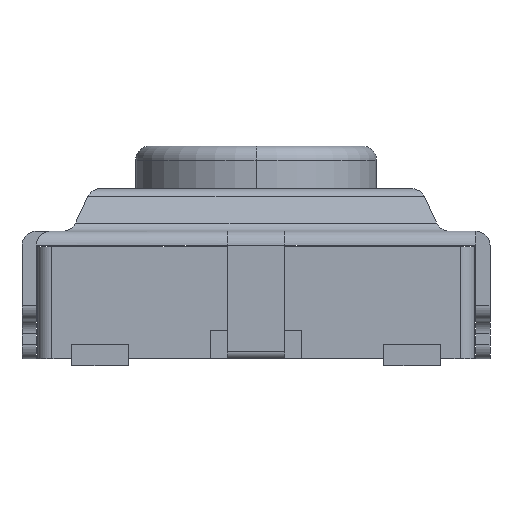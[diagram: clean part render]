
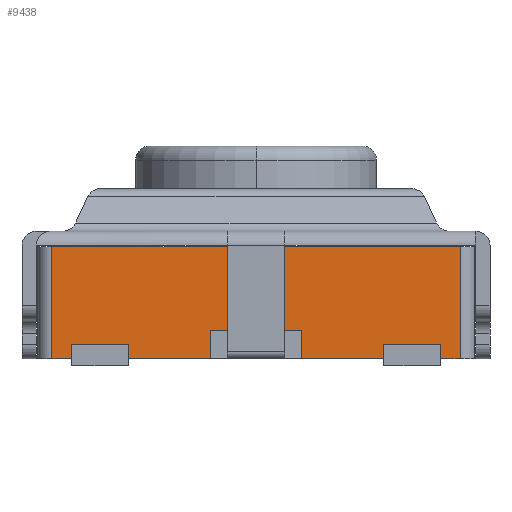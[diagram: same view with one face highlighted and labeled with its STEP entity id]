
A CAD part, left-side view. The second image highlights one B-rep face of the part: STEP entity #9438.
In plain terms, the highlighted planar face has unit normal (-1, 0, 0).
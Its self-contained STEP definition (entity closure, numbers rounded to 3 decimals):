
#96 = LINE ( 'NONE', #13534, #14264 ) ;
#237 = CARTESIAN_POINT ( 'NONE',  ( -1.54, 1.3, -0.8 ) ) ;
#459 = CARTESIAN_POINT ( 'NONE',  ( -1.54, 1.44, -0.8 ) ) ;
#509 = EDGE_CURVE ( 'NONE', #12005, #10902, #5477, .T. ) ;
#632 = LINE ( 'NONE', #3075, #7678 ) ;
#720 = CARTESIAN_POINT ( 'NONE',  ( -1.54, 1.44, -0.01 ) ) ;
#748 = LINE ( 'NONE', #7397, #1883 ) ;
#879 = CARTESIAN_POINT ( 'NONE',  ( -1.54, -0.321, -0.6 ) ) ;
#980 = LINE ( 'NONE', #20106, #11714 ) ;
#1029 = DIRECTION ( 'NONE',  ( 0., 0., 1. ) ) ;
#1730 = CARTESIAN_POINT ( 'NONE',  ( -1.54, 1.3, -0.8 ) ) ;
#1883 = VECTOR ( 'NONE', #2521, 1000. ) ;
#1939 = AXIS2_PLACEMENT_3D ( 'NONE', #21202, #12856, #19546 ) ;
#1950 = LINE ( 'NONE', #1730, #14565 ) ;
#2079 = ORIENTED_EDGE ( 'NONE', *, *, #17522, .T. ) ;
#2195 = CARTESIAN_POINT ( 'NONE',  ( -1.54, -1.44, -0.8 ) ) ;
#2211 = VECTOR ( 'NONE', #18227, 1000. ) ;
#2328 = ORIENTED_EDGE ( 'NONE', *, *, #4873, .T. ) ;
#2350 = EDGE_CURVE ( 'NONE', #11343, #2783, #6897, .T. ) ;
#2521 = DIRECTION ( 'NONE',  ( 0., 0., -1. ) ) ;
#2679 = CARTESIAN_POINT ( 'NONE',  ( -1.54, -1.3, -0.7 ) ) ;
#2783 = VERTEX_POINT ( 'NONE', #13319 ) ;
#2830 = ORIENTED_EDGE ( 'NONE', *, *, #15577, .F. ) ;
#3019 = DIRECTION ( 'NONE',  ( 0., 0., -1. ) ) ;
#3075 = CARTESIAN_POINT ( 'NONE',  ( -1.54, 0.321, -0.6 ) ) ;
#3534 = DIRECTION ( 'NONE',  ( 0., 1., 0. ) ) ;
#3841 = CARTESIAN_POINT ( 'NONE',  ( -1.54, -1.3, -0.8 ) ) ;
#4169 = VERTEX_POINT ( 'NONE', #13889 ) ;
#4254 = DIRECTION ( 'NONE',  ( 0., 0., 1. ) ) ;
#4368 = VERTEX_POINT ( 'NONE', #10162 ) ;
#4554 = CARTESIAN_POINT ( 'NONE',  ( -1.54, -1.3, -0.8 ) ) ;
#4579 = DIRECTION ( 'NONE',  ( 0., 1., 0. ) ) ;
#4873 = EDGE_CURVE ( 'NONE', #5103, #11614, #7418, .T. ) ;
#5103 = VERTEX_POINT ( 'NONE', #720 ) ;
#5230 = EDGE_CURVE ( 'NONE', #14436, #5103, #6358, .T. ) ;
#5477 = LINE ( 'NONE', #10980, #7511 ) ;
#5516 = CARTESIAN_POINT ( 'NONE',  ( -1.54, -0.321, -0.8 ) ) ;
#6098 = VECTOR ( 'NONE', #3534, 1000. ) ;
#6281 = EDGE_LOOP ( 'NONE', ( #16514, #2079, #17102, #2830, #11478, #11637, #17871, #11010, #14920, #21619, #17127, #19014, #9474, #2328, #17633, #8035 ) ) ;
#6339 = LINE ( 'NONE', #8305, #11341 ) ;
#6358 = LINE ( 'NONE', #18220, #15185 ) ;
#6438 = VECTOR ( 'NONE', #8951, 1000. ) ;
#6897 = LINE ( 'NONE', #18307, #20756 ) ;
#7144 = DIRECTION ( 'NONE',  ( 0., 0., 1. ) ) ;
#7163 = LINE ( 'NONE', #13957, #8396 ) ;
#7265 = EDGE_CURVE ( 'NONE', #4368, #17561, #7163, .T. ) ;
#7397 = CARTESIAN_POINT ( 'NONE',  ( -1.54, 0.9, -0.8 ) ) ;
#7418 = LINE ( 'NONE', #459, #6438 ) ;
#7494 = VECTOR ( 'NONE', #18927, 1000. ) ;
#7511 = VECTOR ( 'NONE', #4254, 1000. ) ;
#7678 = VECTOR ( 'NONE', #19772, 1000. ) ;
#7785 = CARTESIAN_POINT ( 'NONE',  ( -1.54, -1.44, -0.8 ) ) ;
#8035 = ORIENTED_EDGE ( 'NONE', *, *, #14483, .T. ) ;
#8182 = LINE ( 'NONE', #4554, #17749 ) ;
#8305 = CARTESIAN_POINT ( 'NONE',  ( -1.54, 1.54, -0.8 ) ) ;
#8396 = VECTOR ( 'NONE', #17134, 1000. ) ;
#8568 = CARTESIAN_POINT ( 'NONE',  ( -1.54, -1.44, -0.01 ) ) ;
#8867 = VECTOR ( 'NONE', #1029, 1000. ) ;
#8951 = DIRECTION ( 'NONE',  ( 0., 0., -1. ) ) ;
#9438 = ADVANCED_FACE ( 'NONE', ( #20986 ), #17679, .F. ) ;
#9474 = ORIENTED_EDGE ( 'NONE', *, *, #5230, .T. ) ;
#9875 = CARTESIAN_POINT ( 'NONE',  ( -1.54, 0.9, -0.7 ) ) ;
#10162 = CARTESIAN_POINT ( 'NONE',  ( -1.54, -0.321, -0.6 ) ) ;
#10242 = CARTESIAN_POINT ( 'NONE',  ( -1.54, 0.321, -0.8 ) ) ;
#10310 = CARTESIAN_POINT ( 'NONE',  ( -1.54, 0.9, -0.8 ) ) ;
#10364 = LINE ( 'NONE', #16706, #6098 ) ;
#10475 = EDGE_CURVE ( 'NONE', #12005, #17561, #6339, .T. ) ;
#10595 = CARTESIAN_POINT ( 'NONE',  ( -1.54, 1.44, -0.8 ) ) ;
#10902 = VERTEX_POINT ( 'NONE', #15928 ) ;
#10980 = CARTESIAN_POINT ( 'NONE',  ( -1.54, -0.9, -0.8 ) ) ;
#11010 = ORIENTED_EDGE ( 'NONE', *, *, #509, .T. ) ;
#11055 = EDGE_CURVE ( 'NONE', #18642, #15465, #980, .T. ) ;
#11321 = DIRECTION ( 'NONE',  ( 0., 1., 0. ) ) ;
#11341 = VECTOR ( 'NONE', #4579, 1000. ) ;
#11343 = VERTEX_POINT ( 'NONE', #9875 ) ;
#11478 = ORIENTED_EDGE ( 'NONE', *, *, #16989, .F. ) ;
#11565 = EDGE_CURVE ( 'NONE', #18518, #15465, #8182, .T. ) ;
#11614 = VERTEX_POINT ( 'NONE', #10595 ) ;
#11637 = ORIENTED_EDGE ( 'NONE', *, *, #7265, .T. ) ;
#11714 = VECTOR ( 'NONE', #11760, 1000. ) ;
#11760 = DIRECTION ( 'NONE',  ( 0., 1., 0. ) ) ;
#11936 = EDGE_CURVE ( 'NONE', #13119, #11614, #96, .T. ) ;
#12005 = VERTEX_POINT ( 'NONE', #17479 ) ;
#12606 = LINE ( 'NONE', #7785, #8867 ) ;
#12856 = DIRECTION ( 'NONE',  ( 1., 0., 0. ) ) ;
#13119 = VERTEX_POINT ( 'NONE', #237 ) ;
#13185 = CARTESIAN_POINT ( 'NONE',  ( -1.54, 1.54, -0.8 ) ) ;
#13319 = CARTESIAN_POINT ( 'NONE',  ( -1.54, 1.3, -0.7 ) ) ;
#13534 = CARTESIAN_POINT ( 'NONE',  ( -1.54, 1.54, -0.8 ) ) ;
#13593 = DIRECTION ( 'NONE',  ( 0., 1., 0. ) ) ;
#13889 = CARTESIAN_POINT ( 'NONE',  ( -1.54, 0.321, -0.6 ) ) ;
#13957 = CARTESIAN_POINT ( 'NONE',  ( -1.54, -0.321, -0.6 ) ) ;
#14264 = VECTOR ( 'NONE', #17030, 1000. ) ;
#14436 = VERTEX_POINT ( 'NONE', #8568 ) ;
#14483 = EDGE_CURVE ( 'NONE', #13119, #2783, #1950, .T. ) ;
#14486 = VERTEX_POINT ( 'NONE', #10242 ) ;
#14565 = VECTOR ( 'NONE', #7144, 1000. ) ;
#14920 = ORIENTED_EDGE ( 'NONE', *, *, #17216, .F. ) ;
#15185 = VECTOR ( 'NONE', #11321, 1000. ) ;
#15465 = VERTEX_POINT ( 'NONE', #3841 ) ;
#15577 = EDGE_CURVE ( 'NONE', #4169, #14486, #632, .T. ) ;
#15928 = CARTESIAN_POINT ( 'NONE',  ( -1.54, -0.9, -0.7 ) ) ;
#15946 = VERTEX_POINT ( 'NONE', #10310 ) ;
#16514 = ORIENTED_EDGE ( 'NONE', *, *, #2350, .F. ) ;
#16706 = CARTESIAN_POINT ( 'NONE',  ( -1.54, 1.54, -0.7 ) ) ;
#16989 = EDGE_CURVE ( 'NONE', #4368, #4169, #17608, .T. ) ;
#17030 = DIRECTION ( 'NONE',  ( 0., 1., 0. ) ) ;
#17102 = ORIENTED_EDGE ( 'NONE', *, *, #17337, .F. ) ;
#17127 = ORIENTED_EDGE ( 'NONE', *, *, #11055, .F. ) ;
#17134 = DIRECTION ( 'NONE',  ( 0., 0., -1. ) ) ;
#17216 = EDGE_CURVE ( 'NONE', #18518, #10902, #10364, .T. ) ;
#17337 = EDGE_CURVE ( 'NONE', #14486, #15946, #19547, .T. ) ;
#17479 = CARTESIAN_POINT ( 'NONE',  ( -1.54, -0.9, -0.8 ) ) ;
#17522 = EDGE_CURVE ( 'NONE', #11343, #15946, #748, .T. ) ;
#17561 = VERTEX_POINT ( 'NONE', #5516 ) ;
#17608 = LINE ( 'NONE', #879, #7494 ) ;
#17633 = ORIENTED_EDGE ( 'NONE', *, *, #11936, .F. ) ;
#17679 = PLANE ( 'NONE',  #1939 ) ;
#17749 = VECTOR ( 'NONE', #3019, 1000. ) ;
#17871 = ORIENTED_EDGE ( 'NONE', *, *, #10475, .F. ) ;
#18220 = CARTESIAN_POINT ( 'NONE',  ( -1.54, 1.54, -0.01 ) ) ;
#18227 = DIRECTION ( 'NONE',  ( 0., 1., 0. ) ) ;
#18307 = CARTESIAN_POINT ( 'NONE',  ( -1.54, 1.54, -0.7 ) ) ;
#18518 = VERTEX_POINT ( 'NONE', #2679 ) ;
#18642 = VERTEX_POINT ( 'NONE', #2195 ) ;
#18927 = DIRECTION ( 'NONE',  ( 0., 1., 0. ) ) ;
#19014 = ORIENTED_EDGE ( 'NONE', *, *, #20583, .T. ) ;
#19546 = DIRECTION ( 'NONE',  ( 0., 0., -1. ) ) ;
#19547 = LINE ( 'NONE', #13185, #2211 ) ;
#19772 = DIRECTION ( 'NONE',  ( 0., 0., -1. ) ) ;
#20106 = CARTESIAN_POINT ( 'NONE',  ( -1.54, 1.54, -0.8 ) ) ;
#20583 = EDGE_CURVE ( 'NONE', #18642, #14436, #12606, .T. ) ;
#20756 = VECTOR ( 'NONE', #13593, 1000. ) ;
#20986 = FACE_OUTER_BOUND ( 'NONE', #6281, .T. ) ;
#21202 = CARTESIAN_POINT ( 'NONE',  ( -1.54, 1.54, -0.8 ) ) ;
#21619 = ORIENTED_EDGE ( 'NONE', *, *, #11565, .T. ) ;
